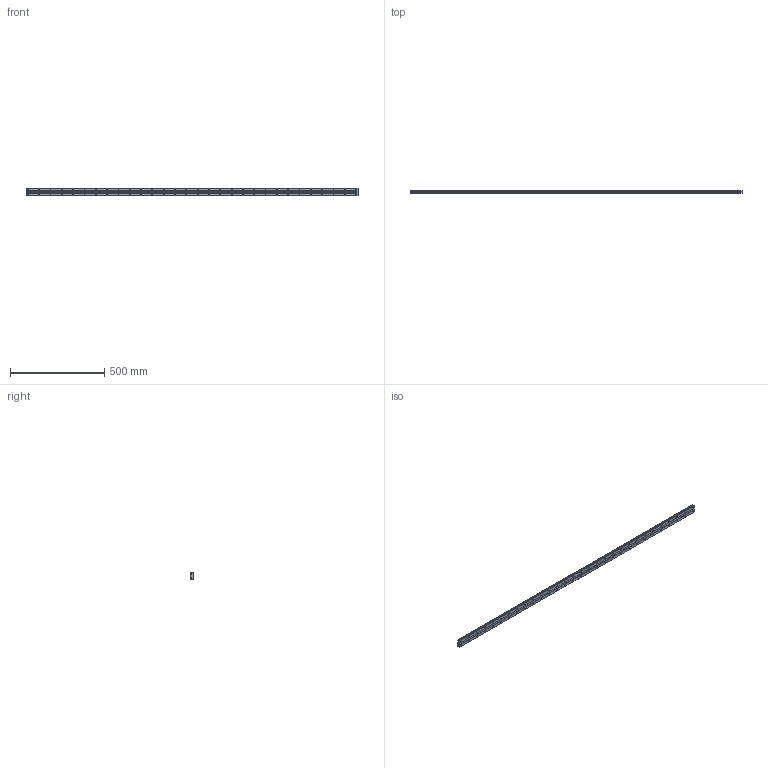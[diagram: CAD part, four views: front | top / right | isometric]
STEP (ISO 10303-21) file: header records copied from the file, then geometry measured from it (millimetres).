
FILE_DESCRIPTION (( 'STEP AP214' ), '1' );
FILE_NAME ('HRW27CA1SS-1760L_G10_0_B-M6F_843-6_0_0_0_1.STEP', '2021-07-05T12:49:46', ( '' ), ( '' ), 'SwSTEP 2.0', 'SolidWorks 2021', '' );
FILE_SCHEMA (( 'AUTOMOTIVE_DESIGN' ));
Length unit declared in the file: millimetre
Products named in the file (2): HRW27CA1SS-1760L_G10_0_B-M6F_843-6_0_0_0_1; _HRW27CA176010 Track
Assembly tree (1 placements, depth 2):
  HRW27CA1SS-1760L_G10_0_B-M6F_843-6_0_0_0_1
    _HRW27CA176010 Track
Bounding box: 1760 x 15 x 42 mm (x, y, z)
Volume: 982126.7 mm3; surface area: 221290.8 mm2
Topology: 1 solids, 1 shells, 335 faces, 819 edges, 546 vertices
Faces by surface type: cylinder 245, plane 90
Entity records: 10429 total; most frequent: DIRECTION 1987, CARTESIAN_POINT 1704, ORIENTED_EDGE 1638, AXIS2_PLACEMENT_3D 829, EDGE_CURVE 819, VERTEX_POINT 546, EDGE_LOOP 515, CIRCLE 490
